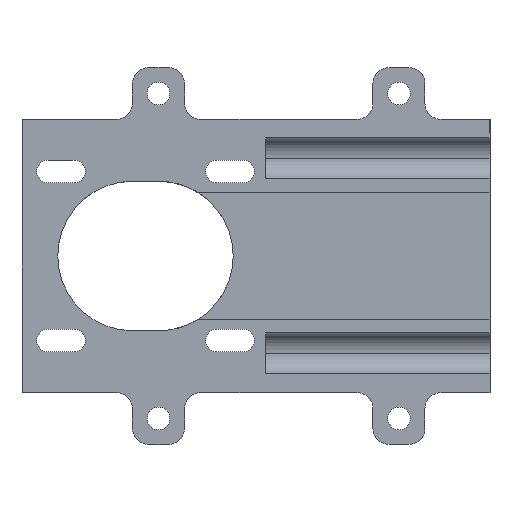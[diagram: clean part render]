
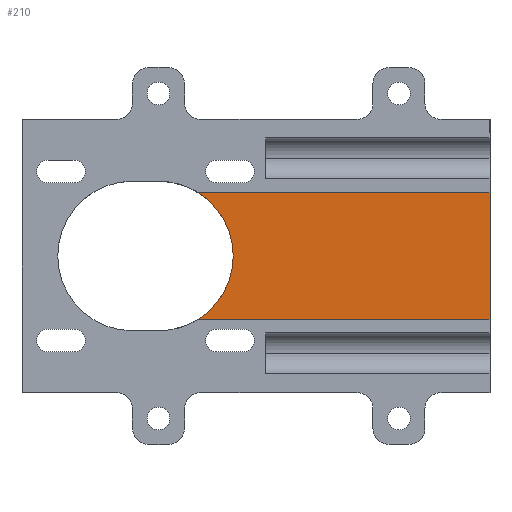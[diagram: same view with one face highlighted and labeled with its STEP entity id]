
A CAD part, top view. The second image highlights one B-rep face of the part: STEP entity #210.
In plain terms, the highlighted planar face has unit normal (0, 0, 1).
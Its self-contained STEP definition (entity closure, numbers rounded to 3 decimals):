
#143 = CARTESIAN_POINT ( 'NONE',  ( 6.098, 9.75, 2.5 ) ) ;
#169 = CARTESIAN_POINT ( 'NONE',  ( 12., -9.75, 2.5 ) ) ;
#194 = DIRECTION ( 'NONE',  ( -1., 0., 0. ) ) ;
#201 = DIRECTION ( 'NONE',  ( 0., 0., -1. ) ) ;
#210 = ADVANCED_FACE ( 'NONE', ( #2748 ), #298, .F. ) ;
#217 = VERTEX_POINT ( 'NONE', #143 ) ;
#298 = PLANE ( 'NONE',  #3277 ) ;
#526 = ORIENTED_EDGE ( 'NONE', *, *, #1846, .T. ) ;
#678 = CARTESIAN_POINT ( 'NONE',  ( 51., -9.75, 2.5 ) ) ;
#957 = LINE ( 'NONE', #2371, #2540 ) ;
#1028 = EDGE_CURVE ( 'NONE', #3153, #1886, #957, .T. ) ;
#1263 = CARTESIAN_POINT ( 'NONE',  ( 51., 9.75, 2.5 ) ) ;
#1292 = DIRECTION ( 'NONE',  ( 0., 1., 0. ) ) ;
#1361 = EDGE_CURVE ( 'NONE', #217, #1702, #2875, .T. ) ;
#1483 = DIRECTION ( 'NONE',  ( 0., 0., -1. ) ) ;
#1564 = CARTESIAN_POINT ( 'NONE',  ( 0., 0., 2.5 ) ) ;
#1674 = ORIENTED_EDGE ( 'NONE', *, *, #1028, .T. ) ;
#1690 = AXIS2_PLACEMENT_3D ( 'NONE', #1564, #1483, #1292 ) ;
#1702 = VERTEX_POINT ( 'NONE', #2237 ) ;
#1703 = DIRECTION ( 'NONE',  ( 1., 0., 0. ) ) ;
#1846 = EDGE_CURVE ( 'NONE', #1702, #3153, #3469, .T. ) ;
#1886 = VERTEX_POINT ( 'NONE', #1263 ) ;
#2043 = ORIENTED_EDGE ( 'NONE', *, *, #1361, .T. ) ;
#2062 = LINE ( 'NONE', #3266, #2653 ) ;
#2237 = CARTESIAN_POINT ( 'NONE',  ( 6.098, -9.75, 2.5 ) ) ;
#2371 = CARTESIAN_POINT ( 'NONE',  ( 51., -9.75, 2.5 ) ) ;
#2470 = CARTESIAN_POINT ( 'NONE',  ( 12., -9.75, 2.5 ) ) ;
#2540 = VECTOR ( 'NONE', #3243, 1000. ) ;
#2615 = EDGE_LOOP ( 'NONE', ( #526, #1674, #3048, #2043 ) ) ;
#2653 = VECTOR ( 'NONE', #2971, 1000. ) ;
#2748 = FACE_OUTER_BOUND ( 'NONE', #2615, .T. ) ;
#2798 = EDGE_CURVE ( 'NONE', #217, #1886, #2062, .T. ) ;
#2875 = CIRCLE ( 'NONE', #1690, 11.5 ) ;
#2971 = DIRECTION ( 'NONE',  ( 1., 0., 0. ) ) ;
#3048 = ORIENTED_EDGE ( 'NONE', *, *, #2798, .F. ) ;
#3153 = VERTEX_POINT ( 'NONE', #678 ) ;
#3243 = DIRECTION ( 'NONE',  ( 0., 1., 0. ) ) ;
#3266 = CARTESIAN_POINT ( 'NONE',  ( 12., 9.75, 2.5 ) ) ;
#3277 = AXIS2_PLACEMENT_3D ( 'NONE', #169, #201, #194 ) ;
#3388 = VECTOR ( 'NONE', #1703, 1000. ) ;
#3469 = LINE ( 'NONE', #2470, #3388 ) ;
